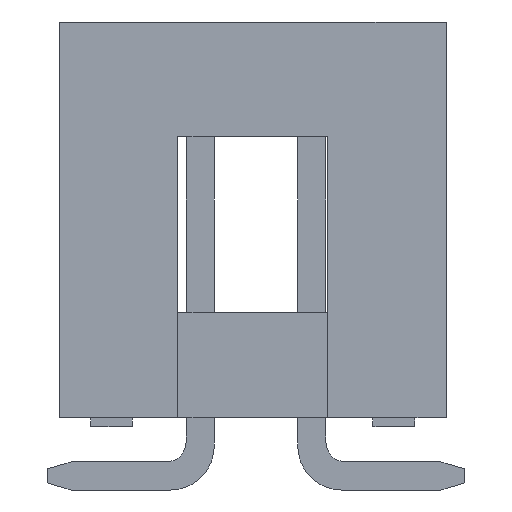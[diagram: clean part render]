
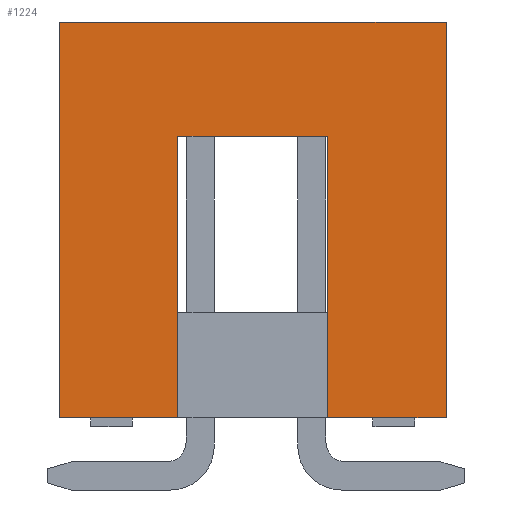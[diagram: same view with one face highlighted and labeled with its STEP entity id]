
A CAD part, left-side view. The second image highlights one B-rep face of the part: STEP entity #1224.
In plain terms, the highlighted planar face has unit normal (-1, 0, 0).
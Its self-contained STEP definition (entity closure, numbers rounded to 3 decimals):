
#1224=ADVANCED_FACE('',(#2488),#2489,.F.);
#2488=FACE_OUTER_BOUND('',#3745,.T.);
#2489=PLANE('',#3746);
#3745=EDGE_LOOP('',(#7483,#7484,#7485,#7486,#7487,#7488,#7489,#7490));
#3746=AXIS2_PLACEMENT_3D('',#7491,#7492,#7493);
#7483=ORIENTED_EDGE('',*,*,#8943,.T.);
#7484=ORIENTED_EDGE('',*,*,#7708,.F.);
#7485=ORIENTED_EDGE('',*,*,#8985,.F.);
#7486=ORIENTED_EDGE('',*,*,#8982,.F.);
#7487=ORIENTED_EDGE('',*,*,#8988,.T.);
#7488=ORIENTED_EDGE('',*,*,#7712,.F.);
#7489=ORIENTED_EDGE('',*,*,#8954,.T.);
#7490=ORIENTED_EDGE('',*,*,#8950,.T.);
#7491=CARTESIAN_POINT('',(-16.51,0.0,4.5));
#7492=DIRECTION('',(1.0,0.0,0.0));
#7493=DIRECTION('',(0.0,0.0,-1.0));
#7708=EDGE_CURVE('',#9310,#9312,#9313,.T.);
#7712=EDGE_CURVE('',#9318,#9320,#9321,.T.);
#8943=EDGE_CURVE('',#11121,#9312,#11122,.T.);
#8950=EDGE_CURVE('',#11130,#11121,#11131,.T.);
#8954=EDGE_CURVE('',#9318,#11130,#11136,.T.);
#8982=EDGE_CURVE('',#11173,#11175,#11176,.T.);
#8985=EDGE_CURVE('',#11175,#9310,#11179,.T.);
#8988=EDGE_CURVE('',#11173,#9320,#11182,.T.);
#9310=VERTEX_POINT('',#11652);
#9312=VERTEX_POINT('',#11655);
#9313=LINE('',#11656,#11657);
#9318=VERTEX_POINT('',#11664);
#9320=VERTEX_POINT('',#11667);
#9321=LINE('',#11668,#11669);
#11121=VERTEX_POINT('',#14277);
#11122=LINE('',#14278,#14279);
#11130=VERTEX_POINT('',#14291);
#11131=LINE('',#14292,#14293);
#11136=LINE('',#14300,#14301);
#11173=VERTEX_POINT('',#14356);
#11175=VERTEX_POINT('',#14359);
#11176=LINE('',#14360,#14361);
#11179=LINE('',#14365,#14366);
#11182=LINE('',#14370,#14371);
#11652=CARTESIAN_POINT('',(-16.51,-4.4,0.0));
#11655=CARTESIAN_POINT('',(-16.51,-1.7,0.0));
#11656=CARTESIAN_POINT('',(-16.51,0.0,0.0));
#11657=VECTOR('',#14549,1.0);
#11664=CARTESIAN_POINT('',(-16.51,1.7,0.0));
#11667=CARTESIAN_POINT('',(-16.51,4.4,0.0));
#11668=CARTESIAN_POINT('',(-16.51,0.0,0.0));
#11669=VECTOR('',#14553,1.0);
#14277=CARTESIAN_POINT('',(-16.51,-1.7,6.4));
#14278=CARTESIAN_POINT('',(-16.51,-1.7,3.825));
#14279=VECTOR('',#15578,1.0);
#14291=CARTESIAN_POINT('',(-16.51,1.7,6.4));
#14292=CARTESIAN_POINT('',(-16.51,0.0,6.4));
#14293=VECTOR('',#15583,1.0);
#14300=CARTESIAN_POINT('',(-16.51,1.7,3.825));
#14301=VECTOR('',#15586,1.0);
#14356=CARTESIAN_POINT('',(-16.51,4.4,9.0));
#14359=CARTESIAN_POINT('',(-16.51,-4.4,9.0));
#14360=CARTESIAN_POINT('',(-16.51,0.0,9.0));
#14361=VECTOR('',#15606,1.0);
#14365=CARTESIAN_POINT('',(-16.51,-4.4,4.5));
#14366=VECTOR('',#15608,1.0);
#14370=CARTESIAN_POINT('',(-16.51,4.4,4.5));
#14371=VECTOR('',#15610,1.0);
#14549=DIRECTION('',(0.0,1.0,0.0));
#14553=DIRECTION('',(0.0,1.0,0.0));
#15578=DIRECTION('',(0.0,0.0,-1.0));
#15583=DIRECTION('',(0.0,-1.0,0.0));
#15586=DIRECTION('',(-0.0,0.0,1.0));
#15606=DIRECTION('',(0.0,-1.0,0.0));
#15608=DIRECTION('',(0.0,0.0,-1.0));
#15610=DIRECTION('',(0.0,0.0,-1.0));
